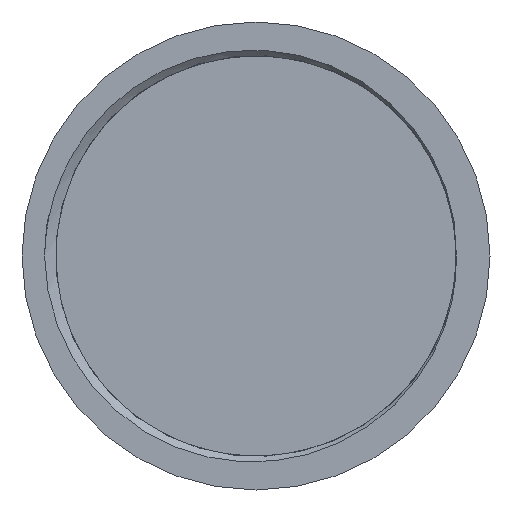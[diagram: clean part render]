
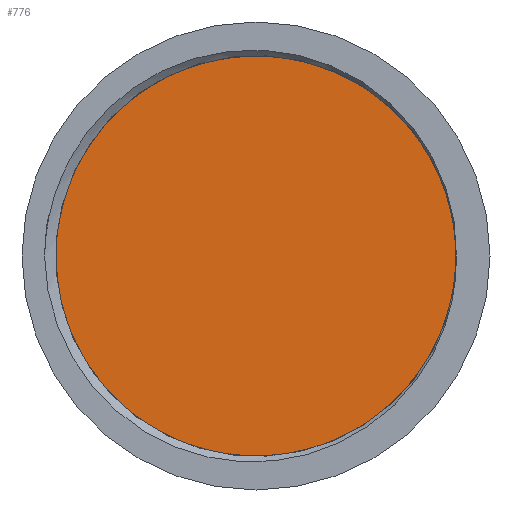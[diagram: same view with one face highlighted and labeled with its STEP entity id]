
A CAD part, front view. The second image highlights one B-rep face of the part: STEP entity #776.
In plain terms, the highlighted planar face has unit normal (0, -1, 0).
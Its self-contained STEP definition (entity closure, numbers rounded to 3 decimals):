
#32=CARTESIAN_POINT('',(0.,-3.,0.));
#33=DIRECTION('',(0.,-1.,0.));
#34=DIRECTION('',(1.,0.,0.));
#35=AXIS2_PLACEMENT_3D('',#32,#33,#34);
#716=CARTESIAN_POINT('',(0.,-3.,0.));
#717=DIRECTION('',(0.,1.,0.));
#718=DIRECTION('',(1.,0.,0.));
#719=AXIS2_PLACEMENT_3D('',#716,#717,#718);
#749=CARTESIAN_POINT('',(18.075,-3.,0.));
#751=VERTEX_POINT('',#749);
#753=CARTESIAN_POINT('',(-18.075,-3.,0.));
#754=VERTEX_POINT('',#753);
#765=CARTESIAN_POINT('',(0.,-3.,0.));
#766=DIRECTION('',(0.,-1.,0.));
#767=DIRECTION('',(-1.,0.,0.));
#768=AXIS2_PLACEMENT_3D('',#765,#766,#767);
#769=PLANE('',#768);
#771=ORIENTED_EDGE('',*,*,#770,.F.);
#773=ORIENTED_EDGE('',*,*,#772,.T.);
#774=EDGE_LOOP('',(#771,#773));
#775=FACE_OUTER_BOUND('',#774,.F.);
#776=ADVANCED_FACE('',(#775),#769,.T.);
#36=CIRCLE('',#35,18.075);
#720=CIRCLE('',#719,18.075);
#770=EDGE_CURVE('',#751,#754,#36,.T.);
#772=EDGE_CURVE('',#751,#754,#720,.T.);
